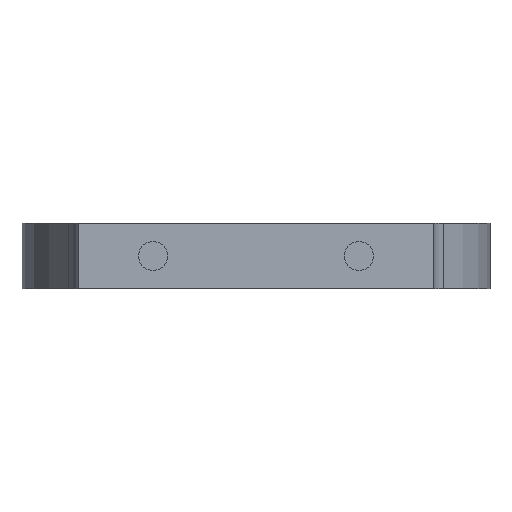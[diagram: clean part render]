
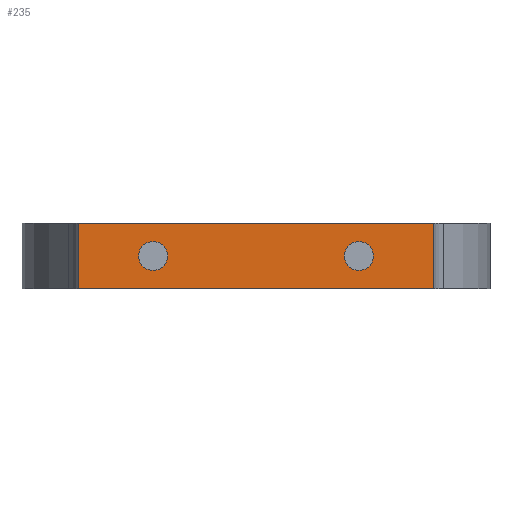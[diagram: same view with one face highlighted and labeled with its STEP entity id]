
A CAD part, front view. The second image highlights one B-rep face of the part: STEP entity #235.
In plain terms, the highlighted planar face has unit normal (0, -1, 0).
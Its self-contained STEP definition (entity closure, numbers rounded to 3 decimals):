
#61 = FACE_BOUND ( 'NONE', #1197, .T. ) ;
#66 = CARTESIAN_POINT ( 'NONE',  ( -11., 0., 0. ) ) ;
#82 = FACE_BOUND ( 'NONE', #255, .T. ) ;
#94 = CARTESIAN_POINT ( 'NONE',  ( 0., 0., 3.5 ) ) ;
#105 = EDGE_CURVE ( 'NONE', #1331, #1299, #225, .T. ) ;
#150 = EDGE_CURVE ( 'NONE', #1142, #1299, #1597, .T. ) ;
#167 = ORIENTED_EDGE ( 'NONE', *, *, #1651, .F. ) ;
#196 = DIRECTION ( 'NONE',  ( 0., 1., 0. ) ) ;
#209 = VECTOR ( 'NONE', #1504, 1000. ) ;
#225 = LINE ( 'NONE', #260, #326 ) ;
#234 = ORIENTED_EDGE ( 'NONE', *, *, #1507, .T. ) ;
#235 = ADVANCED_FACE ( 'NONE', ( #82, #61, #1127 ), #318, .F. ) ;
#247 = AXIS2_PLACEMENT_3D ( 'NONE', #873, #1538, #1406 ) ;
#255 = EDGE_LOOP ( 'NONE', ( #1404, #717 ) ) ;
#260 = CARTESIAN_POINT ( 'NONE',  ( 0., 0., -3.5 ) ) ;
#318 = PLANE ( 'NONE',  #1523 ) ;
#326 = VECTOR ( 'NONE', #892, 1000. ) ;
#349 = DIRECTION ( 'NONE',  ( 0., -1., 0. ) ) ;
#377 = ORIENTED_EDGE ( 'NONE', *, *, #105, .T. ) ;
#407 = CIRCLE ( 'NONE', #247, 1.55 ) ;
#421 = CARTESIAN_POINT ( 'NONE',  ( -19., 0., 3.5 ) ) ;
#432 = AXIS2_PLACEMENT_3D ( 'NONE', #1453, #1583, #682 ) ;
#438 = CIRCLE ( 'NONE', #432, 1.55 ) ;
#486 = EDGE_LOOP ( 'NONE', ( #377, #1013, #1365, #234 ) ) ;
#490 = CARTESIAN_POINT ( 'NONE',  ( 12.55, 0., 0. ) ) ;
#505 = EDGE_CURVE ( 'NONE', #1133, #1379, #1615, .T. ) ;
#557 = AXIS2_PLACEMENT_3D ( 'NONE', #66, #349, #702 ) ;
#558 = CARTESIAN_POINT ( 'NONE',  ( 19., 0., 3.5 ) ) ;
#657 = LINE ( 'NONE', #786, #794 ) ;
#659 = CARTESIAN_POINT ( 'NONE',  ( 19., 0., 3.5 ) ) ;
#682 = DIRECTION ( 'NONE',  ( -1., 0., 0. ) ) ;
#702 = DIRECTION ( 'NONE',  ( 1., 0., 0. ) ) ;
#717 = ORIENTED_EDGE ( 'NONE', *, *, #1664, .F. ) ;
#786 = CARTESIAN_POINT ( 'NONE',  ( -19., 0., 3.5 ) ) ;
#794 = VECTOR ( 'NONE', #1050, 1000. ) ;
#825 = VERTEX_POINT ( 'NONE', #421 ) ;
#853 = EDGE_CURVE ( 'NONE', #1548, #858, #438, .T. ) ;
#858 = VERTEX_POINT ( 'NONE', #490 ) ;
#873 = CARTESIAN_POINT ( 'NONE',  ( 11., 0., 0. ) ) ;
#892 = DIRECTION ( 'NONE',  ( 1., 0., 0. ) ) ;
#941 = CIRCLE ( 'NONE', #1015, 1.55 ) ;
#999 = DIRECTION ( 'NONE',  ( 0., -1., 0. ) ) ;
#1007 = CARTESIAN_POINT ( 'NONE',  ( -11., 0., 0. ) ) ;
#1013 = ORIENTED_EDGE ( 'NONE', *, *, #150, .F. ) ;
#1015 = AXIS2_PLACEMENT_3D ( 'NONE', #1007, #999, #1277 ) ;
#1050 = DIRECTION ( 'NONE',  ( 0., 0., -1. ) ) ;
#1127 = FACE_OUTER_BOUND ( 'NONE', #486, .T. ) ;
#1133 = VERTEX_POINT ( 'NONE', #1561 ) ;
#1142 = VERTEX_POINT ( 'NONE', #659 ) ;
#1197 = EDGE_LOOP ( 'NONE', ( #167, #1522 ) ) ;
#1224 = CARTESIAN_POINT ( 'NONE',  ( 0., 0., 3.5 ) ) ;
#1230 = EDGE_CURVE ( 'NONE', #825, #1142, #1648, .T. ) ;
#1248 = VECTOR ( 'NONE', #1445, 1000. ) ;
#1254 = CARTESIAN_POINT ( 'NONE',  ( 9.45, 0., 0. ) ) ;
#1277 = DIRECTION ( 'NONE',  ( 1., 0., 0. ) ) ;
#1287 = CARTESIAN_POINT ( 'NONE',  ( -12.55, 0., 0. ) ) ;
#1299 = VERTEX_POINT ( 'NONE', #1645 ) ;
#1331 = VERTEX_POINT ( 'NONE', #1622 ) ;
#1340 = DIRECTION ( 'NONE',  ( -1., 0., 0. ) ) ;
#1365 = ORIENTED_EDGE ( 'NONE', *, *, #1230, .F. ) ;
#1379 = VERTEX_POINT ( 'NONE', #1287 ) ;
#1404 = ORIENTED_EDGE ( 'NONE', *, *, #505, .F. ) ;
#1406 = DIRECTION ( 'NONE',  ( -1., 0., 0. ) ) ;
#1445 = DIRECTION ( 'NONE',  ( 0., 0., -1. ) ) ;
#1453 = CARTESIAN_POINT ( 'NONE',  ( 11., 0., 0. ) ) ;
#1504 = DIRECTION ( 'NONE',  ( 1., 0., 0. ) ) ;
#1507 = EDGE_CURVE ( 'NONE', #825, #1331, #657, .T. ) ;
#1522 = ORIENTED_EDGE ( 'NONE', *, *, #853, .F. ) ;
#1523 = AXIS2_PLACEMENT_3D ( 'NONE', #1224, #196, #1340 ) ;
#1538 = DIRECTION ( 'NONE',  ( 0., -1., 0. ) ) ;
#1548 = VERTEX_POINT ( 'NONE', #1254 ) ;
#1561 = CARTESIAN_POINT ( 'NONE',  ( -9.45, 0., 0. ) ) ;
#1583 = DIRECTION ( 'NONE',  ( 0., -1., 0. ) ) ;
#1597 = LINE ( 'NONE', #558, #1248 ) ;
#1615 = CIRCLE ( 'NONE', #557, 1.55 ) ;
#1622 = CARTESIAN_POINT ( 'NONE',  ( -19., 0., -3.5 ) ) ;
#1645 = CARTESIAN_POINT ( 'NONE',  ( 19., 0., -3.5 ) ) ;
#1648 = LINE ( 'NONE', #94, #209 ) ;
#1651 = EDGE_CURVE ( 'NONE', #858, #1548, #407, .T. ) ;
#1664 = EDGE_CURVE ( 'NONE', #1379, #1133, #941, .T. ) ;
